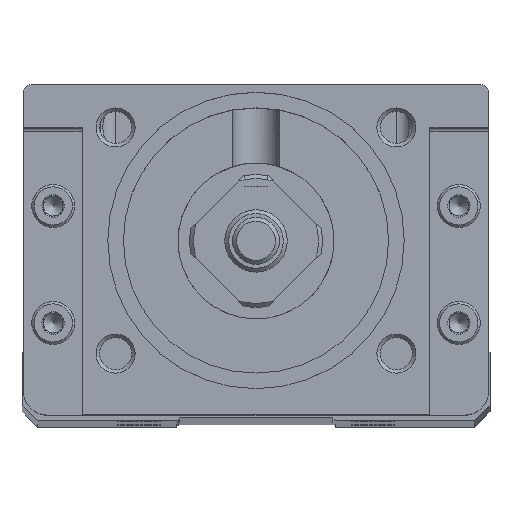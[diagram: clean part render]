
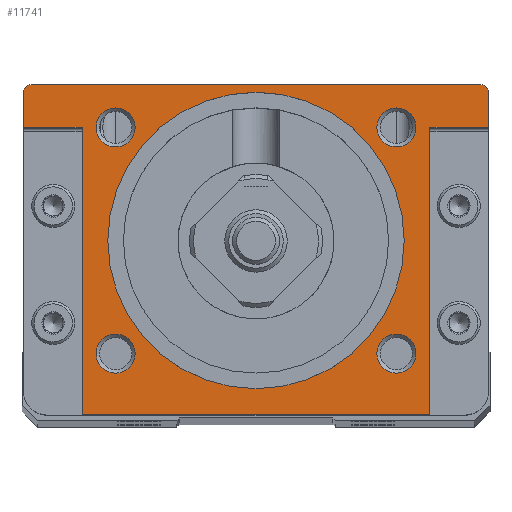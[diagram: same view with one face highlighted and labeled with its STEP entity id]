
A CAD part, top view. The second image highlights one B-rep face of the part: STEP entity #11741.
In plain terms, the highlighted face is planar.
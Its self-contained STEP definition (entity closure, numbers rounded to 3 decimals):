
#370=PLANE('',#12566);
#585=CIRCLE('',#12097,1.);
#589=CIRCLE('',#12105,1.);
#762=CIRCLE('',#12565,19.);
#763=CIRCLE('',#12567,2.5);
#764=CIRCLE('',#12568,2.5);
#765=CIRCLE('',#12569,2.5);
#766=CIRCLE('',#12570,2.5);
#2488=ORIENTED_EDGE('',*,*,#3682,.T.);
#2489=ORIENTED_EDGE('',*,*,#3678,.T.);
#2490=ORIENTED_EDGE('',*,*,#3673,.T.);
#2491=ORIENTED_EDGE('',*,*,#3967,.F.);
#2492=ORIENTED_EDGE('',*,*,#3963,.F.);
#2493=ORIENTED_EDGE('',*,*,#3478,.T.);
#2494=ORIENTED_EDGE('',*,*,#3954,.T.);
#2495=ORIENTED_EDGE('',*,*,#3958,.T.);
#2496=ORIENTED_EDGE('',*,*,#3667,.T.);
#2497=ORIENTED_EDGE('',*,*,#3664,.T.);
#2498=ORIENTED_EDGE('',*,*,#4137,.T.);
#2499=ORIENTED_EDGE('',*,*,#4138,.T.);
#2500=ORIENTED_EDGE('',*,*,#4139,.T.);
#2501=ORIENTED_EDGE('',*,*,#4140,.T.);
#2502=ORIENTED_EDGE('',*,*,#4136,.T.);
#3478=EDGE_CURVE('',#4672,#4673,#5467,.T.);
#3664=EDGE_CURVE('',#4798,#4799,#585,.F.);
#3667=EDGE_CURVE('',#4800,#4798,#5611,.T.);
#3673=EDGE_CURVE('',#4804,#4805,#5615,.T.);
#3678=EDGE_CURVE('',#4808,#4804,#589,.F.);
#3682=EDGE_CURVE('',#4799,#4808,#5620,.T.);
#3954=EDGE_CURVE('',#4673,#4991,#5778,.T.);
#3958=EDGE_CURVE('',#4991,#4800,#5781,.T.);
#3963=EDGE_CURVE('',#4672,#4996,#5784,.T.);
#3967=EDGE_CURVE('',#4996,#4805,#5787,.T.);
#4136=EDGE_CURVE('',#5116,#5116,#762,.T.);
#4137=EDGE_CURVE('',#5117,#5117,#763,.T.);
#4138=EDGE_CURVE('',#5118,#5118,#764,.T.);
#4139=EDGE_CURVE('',#5119,#5119,#765,.T.);
#4140=EDGE_CURVE('',#5120,#5120,#766,.T.);
#4672=VERTEX_POINT('',#15921);
#4673=VERTEX_POINT('',#15922);
#4798=VERTEX_POINT('',#16279);
#4799=VERTEX_POINT('',#16280);
#4800=VERTEX_POINT('',#16285);
#4804=VERTEX_POINT('',#16297);
#4805=VERTEX_POINT('',#16298);
#4808=VERTEX_POINT('',#16307);
#4991=VERTEX_POINT('',#17046);
#4996=VERTEX_POINT('',#17064);
#5116=VERTEX_POINT('',#17504);
#5117=VERTEX_POINT('',#17507);
#5118=VERTEX_POINT('',#17509);
#5119=VERTEX_POINT('',#17511);
#5120=VERTEX_POINT('',#17513);
#5467=LINE('',#15920,#6254);
#5611=LINE('',#16284,#6398);
#5615=LINE('',#16296,#6402);
#5620=LINE('',#16314,#6407);
#5778=LINE('',#17045,#6565);
#5781=LINE('',#17053,#6568);
#5784=LINE('',#17063,#6571);
#5787=LINE('',#17071,#6574);
#6254=VECTOR('',#13002,1000.);
#6398=VECTOR('',#13330,1000.);
#6402=VECTOR('',#13342,1000.);
#6407=VECTOR('',#13359,1000.);
#6565=VECTOR('',#13943,1000.);
#6568=VECTOR('',#13950,1000.);
#6571=VECTOR('',#13963,1000.);
#6574=VECTOR('',#13970,1000.);
#7507=EDGE_LOOP('',(#2488,#2489,#2490,#2491,#2492,#2493,#2494,#2495,#2496,
#2497));
#7508=EDGE_LOOP('',(#2498));
#7509=EDGE_LOOP('',(#2499));
#7510=EDGE_LOOP('',(#2500));
#7511=EDGE_LOOP('',(#2501));
#7512=EDGE_LOOP('',(#2502));
#8297=FACE_BOUND('',#7507,.T.);
#8298=FACE_BOUND('',#7508,.T.);
#8299=FACE_BOUND('',#7509,.T.);
#8300=FACE_BOUND('',#7510,.T.);
#8301=FACE_BOUND('',#7511,.T.);
#8302=FACE_BOUND('',#7512,.T.);
#11741=ADVANCED_FACE('',(#8297,#8298,#8299,#8300,#8301,#8302),#370,.F.);
#12097=AXIS2_PLACEMENT_3D('',#16278,#13324,#13325);
#12105=AXIS2_PLACEMENT_3D('',#16306,#13350,#13351);
#12565=AXIS2_PLACEMENT_3D('',#17503,#14519,#14520);
#12566=AXIS2_PLACEMENT_3D('',#17505,#14521,#14522);
#12567=AXIS2_PLACEMENT_3D('',#17506,#14523,#14524);
#12568=AXIS2_PLACEMENT_3D('',#17508,#14525,#14526);
#12569=AXIS2_PLACEMENT_3D('',#17510,#14527,#14528);
#12570=AXIS2_PLACEMENT_3D('',#17512,#14529,#14530);
#13002=DIRECTION('',(0.,0.,1.));
#13324=DIRECTION('',(1.,0.,0.));
#13325=DIRECTION('',(0.,0.,-1.));
#13330=DIRECTION('',(0.,1.,0.));
#13342=DIRECTION('',(0.,-1.,0.));
#13350=DIRECTION('',(1.,0.,0.));
#13351=DIRECTION('',(0.,0.,-1.));
#13359=DIRECTION('',(0.,0.,-1.));
#13943=DIRECTION('',(0.,1.,0.));
#13950=DIRECTION('',(0.,0.,1.));
#13963=DIRECTION('',(0.,1.,0.));
#13970=DIRECTION('',(0.,0.,-1.));
#14519=DIRECTION('',(1.,0.,0.));
#14520=DIRECTION('',(0.,0.,-1.));
#14521=DIRECTION('',(1.,0.,0.));
#14522=DIRECTION('',(0.,0.,-1.));
#14523=DIRECTION('',(1.,0.,0.));
#14524=DIRECTION('',(0.,0.,-1.));
#14525=DIRECTION('',(1.,0.,0.));
#14526=DIRECTION('',(0.,0.,-1.));
#14527=DIRECTION('',(1.,0.,0.));
#14528=DIRECTION('',(0.,0.,-1.));
#14529=DIRECTION('',(1.,0.,0.));
#14530=DIRECTION('',(0.,0.,-1.));
#15920=CARTESIAN_POINT('',(-58.,-22.3,26.8));
#15921=CARTESIAN_POINT('',(-58.,-22.3,-22.3));
#15922=CARTESIAN_POINT('',(-58.,-22.3,22.3));
#16278=CARTESIAN_POINT('',(-58.,19.,28.8));
#16279=CARTESIAN_POINT('',(-58.,19.,29.8));
#16280=CARTESIAN_POINT('',(-58.,20.,28.8));
#16284=CARTESIAN_POINT('',(-58.,19.,29.8));
#16285=CARTESIAN_POINT('',(-58.,14.5,29.8));
#16296=CARTESIAN_POINT('',(-58.,-19.3,-29.8));
#16297=CARTESIAN_POINT('',(-58.,19.,-29.8));
#16298=CARTESIAN_POINT('',(-58.,14.5,-29.8));
#16306=CARTESIAN_POINT('',(-58.,19.,-28.8));
#16307=CARTESIAN_POINT('',(-58.,20.,-28.8));
#16314=CARTESIAN_POINT('',(-58.,20.,-28.8));
#17045=CARTESIAN_POINT('',(-58.,14.,22.3));
#17046=CARTESIAN_POINT('',(-58.,14.5,22.3));
#17053=CARTESIAN_POINT('',(-58.,14.5,32.3));
#17063=CARTESIAN_POINT('',(-58.,14.,-22.3));
#17064=CARTESIAN_POINT('',(-58.,14.5,-22.3));
#17071=CARTESIAN_POINT('',(-58.,14.5,-32.3));
#17503=CARTESIAN_POINT('',(-58.,0.,0.));
#17504=CARTESIAN_POINT('',(-58.,0.,-19.));
#17505=CARTESIAN_POINT('',(-58.,19.,0.));
#17506=CARTESIAN_POINT('',(-58.,-14.5,-18.));
#17507=CARTESIAN_POINT('',(-58.,-14.5,-20.5));
#17508=CARTESIAN_POINT('',(-58.,14.5,-18.));
#17509=CARTESIAN_POINT('',(-58.,14.5,-20.5));
#17510=CARTESIAN_POINT('',(-58.,-14.5,18.));
#17511=CARTESIAN_POINT('',(-58.,-14.5,15.5));
#17512=CARTESIAN_POINT('',(-58.,14.5,18.));
#17513=CARTESIAN_POINT('',(-58.,14.5,15.5));
